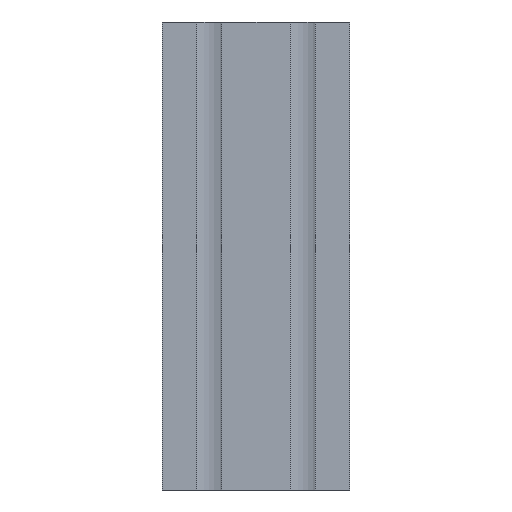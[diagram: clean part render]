
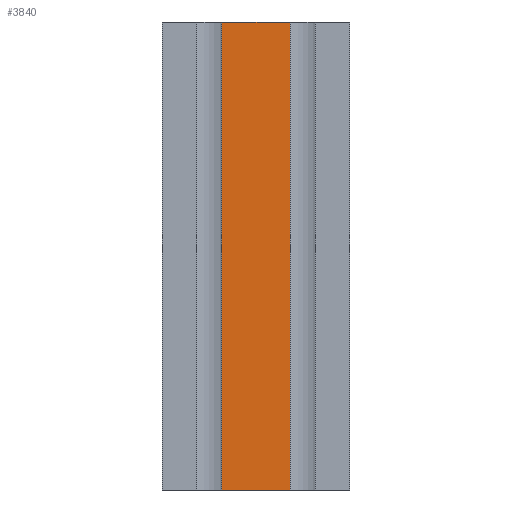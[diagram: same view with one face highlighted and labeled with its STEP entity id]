
A CAD part, front view. The second image highlights one B-rep face of the part: STEP entity #3840.
In plain terms, the highlighted planar face has unit normal (0, -1, 0).
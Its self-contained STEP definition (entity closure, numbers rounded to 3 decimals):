
#455=CARTESIAN_POINT('',(9.856,22.743,100.0));
#456=VERTEX_POINT('',#455);
#463=CARTESIAN_POINT('',(24.556,22.743,100.0));
#464=VERTEX_POINT('',#463);
#465=CARTESIAN_POINT('',(24.556,22.743,100.0));
#466=DIRECTION('',(-1.0,0.0,0.0));
#467=VECTOR('',#466,14.7);
#468=LINE('',#465,#467);
#469=EDGE_CURVE('',#464,#456,#468,.T.);
#3799=CARTESIAN_POINT('',(24.556,22.743,0.0));
#3800=VERTEX_POINT('',#3799);
#3801=CARTESIAN_POINT('',(24.556,22.743,0.0));
#3802=DIRECTION('',(0.0,0.0,1.0));
#3803=VECTOR('',#3802,100.0);
#3804=LINE('',#3801,#3803);
#3805=EDGE_CURVE('',#3800,#464,#3804,.T.);
#3817=CARTESIAN_POINT('',(24.556,22.743,0.0));
#3818=DIRECTION('',(0.0,-1.0,0.0));
#3819=DIRECTION('',(0.0,0.0,-1.0));
#3820=AXIS2_PLACEMENT_3D('',#3817,#3818,#3819);
#3821=PLANE('',#3820);
#3822=ORIENTED_EDGE('',*,*,#469,.T.);
#3823=CARTESIAN_POINT('',(9.856,22.743,0.0));
#3824=VERTEX_POINT('',#3823);
#3825=CARTESIAN_POINT('',(9.856,22.743,0.0));
#3826=DIRECTION('',(0.0,0.0,1.0));
#3827=VECTOR('',#3826,100.0);
#3828=LINE('',#3825,#3827);
#3829=EDGE_CURVE('',#3824,#456,#3828,.T.);
#3830=ORIENTED_EDGE('',*,*,#3829,.F.);
#3831=CARTESIAN_POINT('',(9.856,22.743,0.0));
#3832=DIRECTION('',(1.0,0.0,0.0));
#3833=VECTOR('',#3832,14.7);
#3834=LINE('',#3831,#3833);
#3835=EDGE_CURVE('',#3824,#3800,#3834,.T.);
#3836=ORIENTED_EDGE('',*,*,#3835,.T.);
#3837=ORIENTED_EDGE('',*,*,#3805,.T.);
#3838=EDGE_LOOP('',(#3822,#3830,#3836,#3837));
#3839=FACE_OUTER_BOUND('',#3838,.T.);
#3840=ADVANCED_FACE('',(#3839),#3821,.T.);
